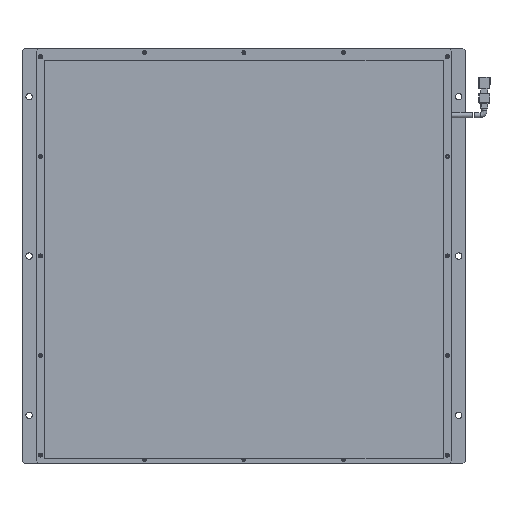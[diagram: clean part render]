
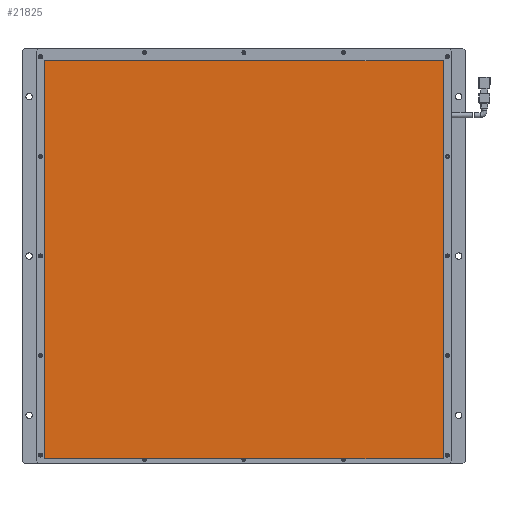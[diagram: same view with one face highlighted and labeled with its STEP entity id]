
A CAD part, top view. The second image highlights one B-rep face of the part: STEP entity #21825.
In plain terms, the highlighted planar face has unit normal (0, 0, 1).
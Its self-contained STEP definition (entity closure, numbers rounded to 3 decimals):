
#401 = CARTESIAN_POINT ( 'NONE',  ( 172.919, -129.431, 10. ) ) ;
#1272 = ORIENTED_EDGE ( 'NONE', *, *, #7050, .T. ) ;
#2889 = VERTEX_POINT ( 'NONE', #8265 ) ;
#3143 = LINE ( 'NONE', #15638, #11461 ) ;
#3295 = LINE ( 'NONE', #23259, #7602 ) ;
#4158 = CARTESIAN_POINT ( 'NONE',  ( -107.081, 150.569, 10. ) ) ;
#7050 = EDGE_CURVE ( 'NONE', #11920, #8369, #18480, .T. ) ;
#7602 = VECTOR ( 'NONE', #10549, 1000. ) ;
#8265 = CARTESIAN_POINT ( 'NONE',  ( 172.919, -129.431, 10. ) ) ;
#8350 = CARTESIAN_POINT ( 'NONE',  ( -107.081, 150.569, 10. ) ) ;
#8369 = VERTEX_POINT ( 'NONE', #4158 ) ;
#8449 = VECTOR ( 'NONE', #15888, 1000. ) ;
#8537 = DIRECTION ( 'NONE',  ( -1., 0., 0. ) ) ;
#9423 = EDGE_CURVE ( 'NONE', #2889, #11920, #15899, .T. ) ;
#10549 = DIRECTION ( 'NONE',  ( 1., 0., 0. ) ) ;
#11352 = VERTEX_POINT ( 'NONE', #18303 ) ;
#11461 = VECTOR ( 'NONE', #13868, 1000. ) ;
#11920 = VERTEX_POINT ( 'NONE', #22278 ) ;
#13868 = DIRECTION ( 'NONE',  ( 0., -1., 0. ) ) ;
#14453 = EDGE_CURVE ( 'NONE', #11352, #2889, #3295, .T. ) ;
#14729 = VECTOR ( 'NONE', #17152, 1000. ) ;
#15147 = FACE_OUTER_BOUND ( 'NONE', #17260, .T. ) ;
#15638 = CARTESIAN_POINT ( 'NONE',  ( -107.081, -129.431, 10. ) ) ;
#15888 = DIRECTION ( 'NONE',  ( -1., 0., 0. ) ) ;
#15899 = LINE ( 'NONE', #401, #14729 ) ;
#17152 = DIRECTION ( 'NONE',  ( 0., 1., 0. ) ) ;
#17260 = EDGE_LOOP ( 'NONE', ( #23884, #1272, #21616, #20189 ) ) ;
#17602 = PLANE ( 'NONE',  #21421 ) ;
#18303 = CARTESIAN_POINT ( 'NONE',  ( -107.081, -129.431, 10. ) ) ;
#18480 = LINE ( 'NONE', #8350, #8449 ) ;
#19224 = DIRECTION ( 'NONE',  ( 0., 0., -1. ) ) ;
#20189 = ORIENTED_EDGE ( 'NONE', *, *, #14453, .T. ) ;
#20192 = EDGE_CURVE ( 'NONE', #8369, #11352, #3143, .T. ) ;
#21421 = AXIS2_PLACEMENT_3D ( 'NONE', #23240, #19224, #8537 ) ;
#21616 = ORIENTED_EDGE ( 'NONE', *, *, #20192, .T. ) ;
#21825 = ADVANCED_FACE ( 'NONE', ( #15147 ), #17602, .F. ) ;
#22278 = CARTESIAN_POINT ( 'NONE',  ( 172.919, 150.569, 10. ) ) ;
#23240 = CARTESIAN_POINT ( 'NONE',  ( 0., 0., 10. ) ) ;
#23259 = CARTESIAN_POINT ( 'NONE',  ( -107.081, -129.431, 10. ) ) ;
#23884 = ORIENTED_EDGE ( 'NONE', *, *, #9423, .T. ) ;
